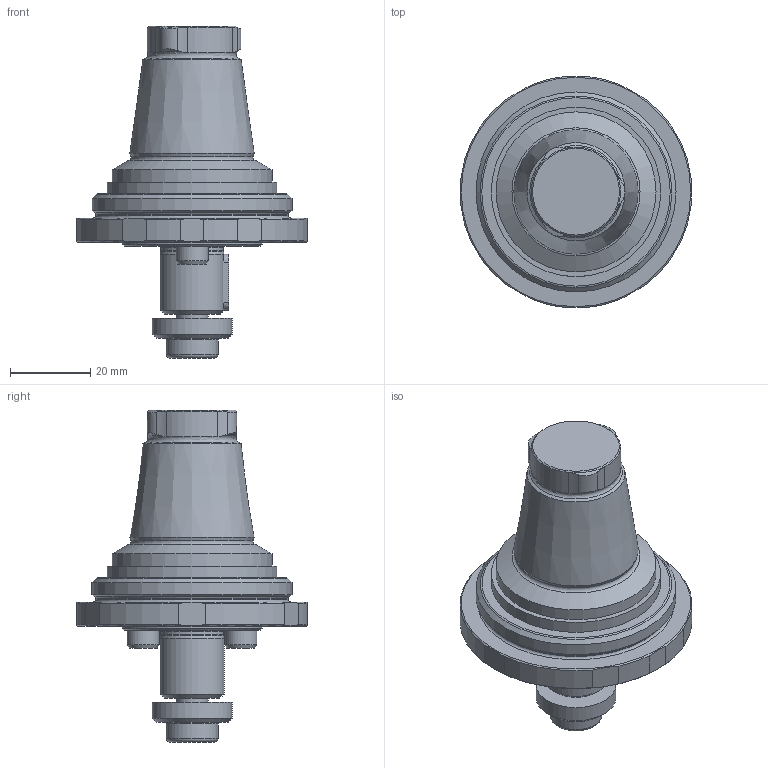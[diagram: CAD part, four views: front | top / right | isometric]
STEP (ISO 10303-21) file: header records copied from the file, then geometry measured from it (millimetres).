
FILE_DESCRIPTION(/* description */ ('Unknown'),/* implementation_level */ '2;1');
FILE_NAME(/* name */ '320232016',/* time_stamp */ '2020-07-28T16:37:22+02:00',/* author */ ('WTO KS'),/* organization */ ('WTO'),/* preprocessor_version */ 'ST-DEVELOPER v16.7',/* originating_system */ 'DEX',/* authorisation */ $);
FILE_SCHEMA (('AUTOMOTIVE_DESIGN {1 0 10303 214 3 1 1}'));
Length unit declared in the file: millimetre
Products named in the file (1): 089199_320232016_vereinfacht_STP_00416070
Bounding box: 57.6 x 57.7 x 83 mm (x, y, z)
Volume: 63769 mm3; surface area: 12896.2 mm2
Topology: 1 solids, 1 shells, 87 faces, 199 edges, 124 vertices
Faces by surface type: cylinder 34, plane 23, cone 21, torus 9
Full cylindrical faces by diameter (mm): 8 x3, 13 x1, 15.6 x1, 16 x1, 20 x1, 35 x1, 40 x1, 42.4 x1, 48.1 x1, 50 x1
Entity records: 2268 total; most frequent: CARTESIAN_POINT 500, DIRECTION 362, ORIENTED_EDGE 310, AXIS2_PLACEMENT_3D 163, EDGE_CURVE 155, EDGE_LOOP 132, FACE_BOUND 132, VERTEX_POINT 115
